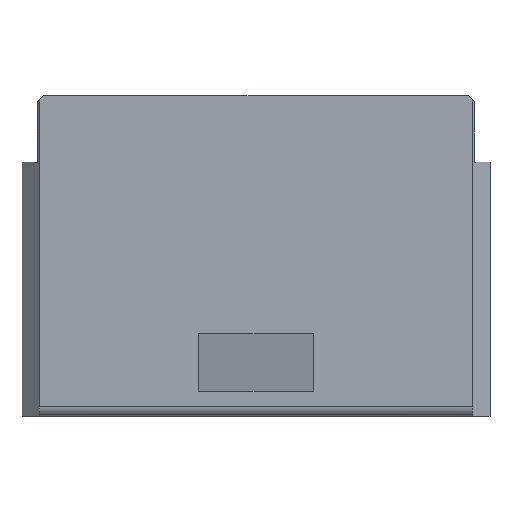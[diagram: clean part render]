
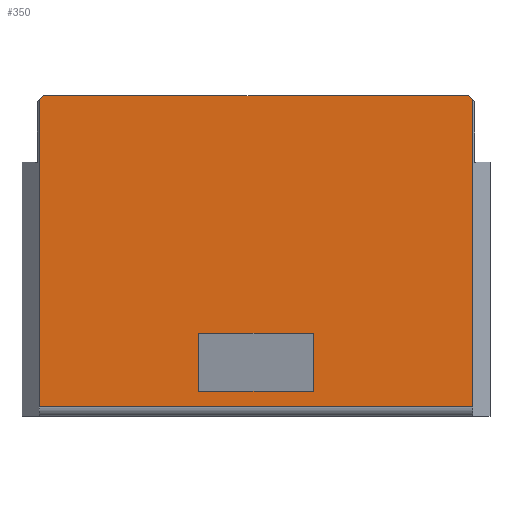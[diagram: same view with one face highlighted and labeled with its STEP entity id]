
A CAD part, top view. The second image highlights one B-rep face of the part: STEP entity #350.
In plain terms, the highlighted planar face has unit normal (0, 0, 1).
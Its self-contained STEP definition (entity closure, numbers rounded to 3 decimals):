
#16=FACE_BOUND('',#49,.T.);
#29=FACE_OUTER_BOUND('',#48,.T.);
#48=EDGE_LOOP('',(#269,#270,#271,#272,#273,#274));
#49=EDGE_LOOP('',(#275,#276,#277,#278));
#65=LINE('',#505,#109);
#75=LINE('',#527,#119);
#77=LINE('',#532,#121);
#80=LINE('',#538,#124);
#86=LINE('',#551,#130);
#87=LINE('',#553,#131);
#88=LINE('',#554,#132);
#89=LINE('',#556,#133);
#90=LINE('',#558,#134);
#91=LINE('',#559,#135);
#109=VECTOR('',#409,1.);
#119=VECTOR('',#427,1.);
#121=VECTOR('',#433,1.);
#124=VECTOR('',#438,1.);
#130=VECTOR('',#448,1.);
#131=VECTOR('',#449,1.);
#132=VECTOR('',#450,1.);
#133=VECTOR('',#451,1.);
#134=VECTOR('',#452,1.);
#135=VECTOR('',#453,1.);
#153=VERTEX_POINT('',#502);
#154=VERTEX_POINT('',#504);
#161=VERTEX_POINT('',#524);
#162=VERTEX_POINT('',#526);
#163=VERTEX_POINT('',#530);
#165=VERTEX_POINT('',#536);
#170=VERTEX_POINT('',#550);
#171=VERTEX_POINT('',#552);
#172=VERTEX_POINT('',#555);
#173=VERTEX_POINT('',#557);
#185=EDGE_CURVE('',#153,#154,#65,.T.);
#196=EDGE_CURVE('',#161,#162,#75,.T.);
#199=EDGE_CURVE('',#163,#162,#77,.T.);
#202=EDGE_CURVE('',#165,#161,#80,.T.);
#208=EDGE_CURVE('',#165,#170,#86,.T.);
#209=EDGE_CURVE('',#171,#170,#87,.T.);
#210=EDGE_CURVE('',#163,#171,#88,.T.);
#211=EDGE_CURVE('',#172,#154,#89,.T.);
#212=EDGE_CURVE('',#153,#173,#90,.T.);
#213=EDGE_CURVE('',#173,#172,#91,.T.);
#269=ORIENTED_EDGE('',*,*,#202,.F.);
#270=ORIENTED_EDGE('',*,*,#208,.T.);
#271=ORIENTED_EDGE('',*,*,#209,.F.);
#272=ORIENTED_EDGE('',*,*,#210,.F.);
#273=ORIENTED_EDGE('',*,*,#199,.T.);
#274=ORIENTED_EDGE('',*,*,#196,.F.);
#275=ORIENTED_EDGE('',*,*,#211,.T.);
#276=ORIENTED_EDGE('',*,*,#185,.F.);
#277=ORIENTED_EDGE('',*,*,#212,.T.);
#278=ORIENTED_EDGE('',*,*,#213,.T.);
#332=PLANE('',#385);
#350=ADVANCED_FACE('',(#29,#16),#332,.T.);
#385=AXIS2_PLACEMENT_3D('',#549,#446,#447);
#409=DIRECTION('',(0.,1.,0.));
#427=DIRECTION('',(0.707,-0.707,0.));
#433=DIRECTION('',(0.,1.,0.));
#438=DIRECTION('',(1.,0.,0.));
#446=DIRECTION('center_axis',(0.,0.,1.));
#447=DIRECTION('ref_axis',(1.,0.,0.));
#448=DIRECTION('',(-0.707,-0.707,0.));
#449=DIRECTION('',(0.,1.,0.));
#450=DIRECTION('',(-1.,0.,0.));
#451=DIRECTION('',(1.,0.,0.));
#452=DIRECTION('',(-1.,0.,0.));
#453=DIRECTION('',(0.,1.,0.));
#502=CARTESIAN_POINT('',(22.038,-516.,1004.9));
#504=CARTESIAN_POINT('',(22.038,-506.613,1004.9));
#505=CARTESIAN_POINT('',(22.038,-516.,1004.9));
#524=CARTESIAN_POINT('',(47.038,-468.3,1004.9));
#526=CARTESIAN_POINT('',(47.738,-469.,1004.9));
#527=CARTESIAN_POINT('',(47.038,-468.3,1004.9));
#530=CARTESIAN_POINT('',(47.738,-518.5,1004.9));
#532=CARTESIAN_POINT('',(47.738,-519.,1004.9));
#536=CARTESIAN_POINT('',(-21.462,-468.3,1004.9));
#538=CARTESIAN_POINT('',(-21.462,-468.3,1004.9));
#549=CARTESIAN_POINT('Origin',(21.538,-506.765,1004.9));
#550=CARTESIAN_POINT('',(-22.162,-469.,1004.9));
#551=CARTESIAN_POINT('',(-20.578,-467.416,1004.9));
#552=CARTESIAN_POINT('',(-22.162,-518.5,1004.9));
#553=CARTESIAN_POINT('',(-22.162,-519.,1004.9));
#554=CARTESIAN_POINT('',(35.684,-518.5,1004.9));
#555=CARTESIAN_POINT('',(3.538,-506.613,1004.9));
#556=CARTESIAN_POINT('',(21.538,-506.613,1004.9));
#557=CARTESIAN_POINT('',(3.538,-516.,1004.9));
#558=CARTESIAN_POINT('',(13.038,-516.,1004.9));
#559=CARTESIAN_POINT('',(3.538,-516.,1004.9));
